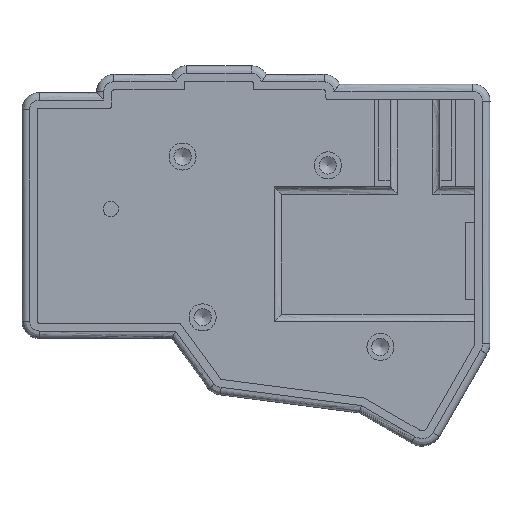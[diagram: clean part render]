
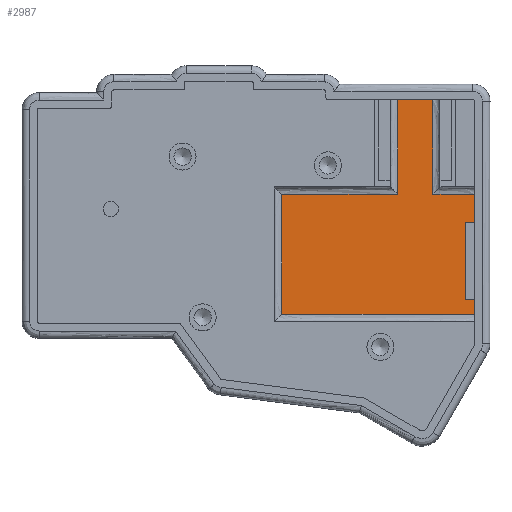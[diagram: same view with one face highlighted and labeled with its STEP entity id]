
A CAD part, top view. The second image highlights one B-rep face of the part: STEP entity #2987.
In plain terms, the highlighted planar face has unit normal (0, 0, 1).
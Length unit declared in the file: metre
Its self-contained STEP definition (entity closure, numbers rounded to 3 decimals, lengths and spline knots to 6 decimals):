
#256=B_SPLINE_CURVE_WITH_KNOTS('',3,(#5138,#5139,#5140,#5141),
 .UNSPECIFIED.,.F.,.F.,(4,4),(0.,1.),.UNSPECIFIED.);
#257=B_SPLINE_CURVE_WITH_KNOTS('',3,(#5143,#5144,#5145,#5146),
 .UNSPECIFIED.,.F.,.F.,(4,4),(0.,1.),.UNSPECIFIED.);
#258=B_SPLINE_CURVE_WITH_KNOTS('',3,(#5148,#5149,#5150,#5151),
 .UNSPECIFIED.,.F.,.F.,(4,4),(0.,1.),.UNSPECIFIED.);
#259=B_SPLINE_CURVE_WITH_KNOTS('',3,(#5152,#5153,#5154,#5155),
 .UNSPECIFIED.,.F.,.F.,(4,4),(0.,1.),.UNSPECIFIED.);
#260=B_SPLINE_CURVE_WITH_KNOTS('',3,(#5157,#5158,#5159,#5160),
 .UNSPECIFIED.,.F.,.F.,(4,4),(0.,1.),.UNSPECIFIED.);
#261=B_SPLINE_CURVE_WITH_KNOTS('',3,(#5162,#5163,#5164,#5165),
 .UNSPECIFIED.,.F.,.F.,(4,4),(0.,1.),.UNSPECIFIED.);
#262=B_SPLINE_CURVE_WITH_KNOTS('',3,(#5167,#5168,#5169,#5170),
 .UNSPECIFIED.,.F.,.F.,(4,4),(0.,1.),.UNSPECIFIED.);
#263=B_SPLINE_CURVE_WITH_KNOTS('',3,(#5172,#5173,#5174,#5175),
 .UNSPECIFIED.,.F.,.F.,(4,4),(0.,1.),.UNSPECIFIED.);
#867=ORIENTED_EDGE('',*,*,#1620,.T.);
#868=ORIENTED_EDGE('',*,*,#1621,.T.);
#869=ORIENTED_EDGE('',*,*,#1622,.T.);
#870=ORIENTED_EDGE('',*,*,#1327,.T.);
#871=ORIENTED_EDGE('',*,*,#1623,.T.);
#872=ORIENTED_EDGE('',*,*,#1624,.T.);
#873=ORIENTED_EDGE('',*,*,#1625,.T.);
#874=ORIENTED_EDGE('',*,*,#1626,.T.);
#875=ORIENTED_EDGE('',*,*,#1627,.T.);
#876=ORIENTED_EDGE('',*,*,#1614,.F.);
#1327=EDGE_CURVE('',#1777,#1776,#2060,.T.);
#1614=EDGE_CURVE('',#2007,#2008,#2182,.T.);
#1620=EDGE_CURVE('',#2007,#2012,#256,.T.);
#1621=EDGE_CURVE('',#2012,#2013,#257,.T.);
#1622=EDGE_CURVE('',#2013,#1777,#258,.T.);
#1623=EDGE_CURVE('',#1776,#2014,#259,.T.);
#1624=EDGE_CURVE('',#2014,#2015,#260,.T.);
#1625=EDGE_CURVE('',#2015,#2016,#261,.T.);
#1626=EDGE_CURVE('',#2016,#2017,#262,.T.);
#1627=EDGE_CURVE('',#2017,#2008,#263,.T.);
#1776=VERTEX_POINT('',#3833);
#1777=VERTEX_POINT('',#3835);
#2007=VERTEX_POINT('',#5119);
#2008=VERTEX_POINT('',#5121);
#2012=VERTEX_POINT('',#5142);
#2013=VERTEX_POINT('',#5147);
#2014=VERTEX_POINT('',#5156);
#2015=VERTEX_POINT('',#5161);
#2016=VERTEX_POINT('',#5166);
#2017=VERTEX_POINT('',#5171);
#2060=LINE('',#3834,#2230);
#2182=LINE('',#5120,#2352);
#2230=VECTOR('',#3290,1.);
#2352=VECTOR('',#3650,1.);
#2497=EDGE_LOOP('',(#867,#868,#869,#870,#871,#872,#873,#874,#875,#876));
#2719=FACE_BOUND('',#2497,.T.);
#2876=PLANE('',#3233);
#2987=ADVANCED_FACE('',(#2719),#2876,.T.);
#3233=AXIS2_PLACEMENT_3D('',#5137,#3656,#3657);
#3290=DIRECTION('',(-1.,0.,0.));
#3650=DIRECTION('',(0.,-1.,0.));
#3656=DIRECTION('',(0.,0.,1.));
#3657=DIRECTION('',(1.,0.,0.));
#3833=CARTESIAN_POINT('',(0.047259,0.032638,0.002));
#3834=CARTESIAN_POINT('',(0.047931,0.032638,0.002));
#3835=CARTESIAN_POINT('',(0.056309,0.032637,0.002));
#5119=CARTESIAN_POINT('',(0.067206,0.008,0.002));
#5120=CARTESIAN_POINT('',(0.067206,-0.007569,0.002));
#5121=CARTESIAN_POINT('',(0.067206,-0.023138,0.002));
#5137=CARTESIAN_POINT('',(0.010489,-0.008043,0.002));
#5138=CARTESIAN_POINT('',(0.067206,0.008,0.002));
#5139=CARTESIAN_POINT('',(0.064218,0.008,0.002));
#5140=CARTESIAN_POINT('',(0.061229,0.008,0.002));
#5141=CARTESIAN_POINT('',(0.058241,0.008,0.002));
#5142=CARTESIAN_POINT('',(0.058241,0.008,0.002));
#5143=CARTESIAN_POINT('',(0.058241,0.008,0.002));
#5144=CARTESIAN_POINT('',(0.057597,0.008,0.002));
#5145=CARTESIAN_POINT('',(0.056953,0.008,0.002));
#5146=CARTESIAN_POINT('',(0.056309,0.008,0.002));
#5147=CARTESIAN_POINT('',(0.056309,0.008,0.002));
#5148=CARTESIAN_POINT('',(0.056309,0.008,0.002));
#5149=CARTESIAN_POINT('',(0.056309,0.016212,0.002));
#5150=CARTESIAN_POINT('',(0.056309,0.024424,0.002));
#5151=CARTESIAN_POINT('',(0.056309,0.032637,0.002));
#5152=CARTESIAN_POINT('',(0.047259,0.032638,0.002));
#5153=CARTESIAN_POINT('',(0.047259,0.024425,0.002));
#5154=CARTESIAN_POINT('',(0.047259,0.016212,0.002));
#5155=CARTESIAN_POINT('',(0.047259,0.008,0.002));
#5156=CARTESIAN_POINT('',(0.047259,0.008,0.002));
#5157=CARTESIAN_POINT('',(0.047259,0.008,0.002));
#5158=CARTESIAN_POINT('',(0.046616,0.008,0.002));
#5159=CARTESIAN_POINT('',(0.045972,0.008,0.002));
#5160=CARTESIAN_POINT('',(0.045328,0.008,0.002));
#5161=CARTESIAN_POINT('',(0.045328,0.008,0.002));
#5162=CARTESIAN_POINT('',(0.045328,0.008,0.002));
#5163=CARTESIAN_POINT('',(0.035931,0.008,0.002));
#5164=CARTESIAN_POINT('',(0.026535,0.008,0.002));
#5165=CARTESIAN_POINT('',(0.017138,0.008,0.002));
#5166=CARTESIAN_POINT('',(0.017138,0.008,0.002));
#5167=CARTESIAN_POINT('',(0.017138,0.008,0.002));
#5168=CARTESIAN_POINT('',(0.017138,-0.002379,0.002));
#5169=CARTESIAN_POINT('',(0.017138,-0.012759,0.002));
#5170=CARTESIAN_POINT('',(0.017138,-0.023138,0.002));
#5171=CARTESIAN_POINT('',(0.017138,-0.023138,0.002));
#5172=CARTESIAN_POINT('',(0.017138,-0.023138,0.002));
#5173=CARTESIAN_POINT('',(0.033827,-0.023138,0.002));
#5174=CARTESIAN_POINT('',(0.050517,-0.023138,0.002));
#5175=CARTESIAN_POINT('',(0.067206,-0.023138,0.002));
